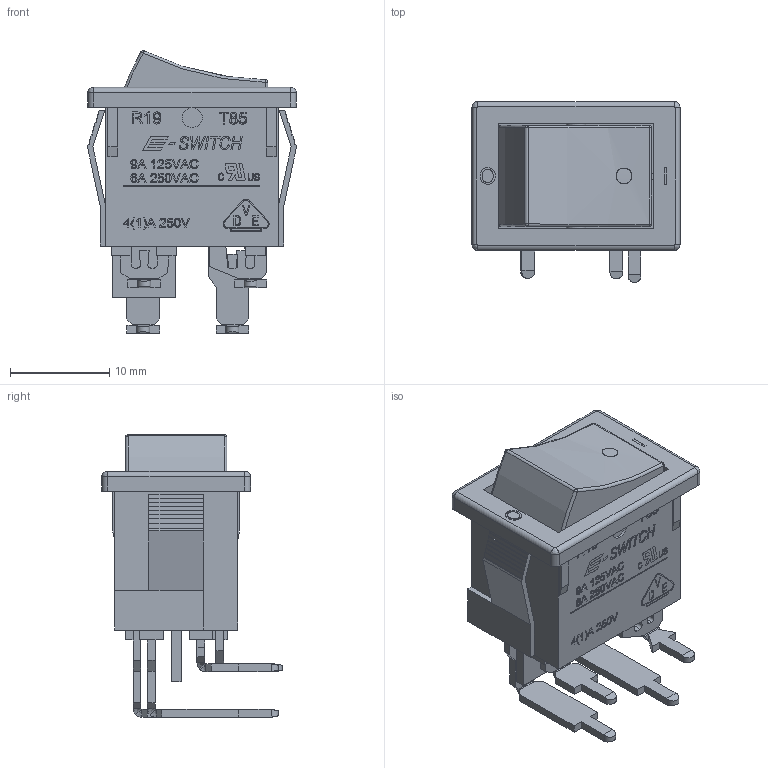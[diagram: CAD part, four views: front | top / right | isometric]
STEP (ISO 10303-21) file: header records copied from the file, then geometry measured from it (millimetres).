
FILE_DESCRIPTION(/* description */ (''),/* implementation_level */ '2;1');
FILE_NAME(/* name */ 'R1973BxxxxxxAR0.stp',/* time_stamp */ '2025-05-30T15:43:58-05:00',/* author */ ('mroman'),/* organization */ (''),/* preprocessor_version */ 'ST-DEVELOPER v18.1',/* originating_system */ 'Autodesk Inventor 2022',/* authorisation */ '');
FILE_SCHEMA (('AUTOMOTIVE_DESIGN { 1 0 10303 214 3 1 1 }'));
Length unit declared in the file: centimetre
Products named in the file (1): R1973BxxxxxxAR0
Bounding box: 21.1 x 18.2 x 28.5 mm (x, y, z)
Volume: 2156.8 mm3; surface area: 4908.9 mm2
Topology: 1 solids, 1 shells, 1217 faces, 3345 edges, 2210 vertices
Faces by surface type: plane 769, bspline 359, cylinder 79, torus 6, sphere 4
Full cylindrical faces by diameter (mm): 1 x2, 2 x4
Entity records: 42615 total; most frequent: CARTESIAN_POINT 13920, ORIENTED_EDGE 6690, DIRECTION 4518, EDGE_CURVE 3345, LINE 2450, VECTOR 2450, VERTEX_POINT 2210, EDGE_LOOP 1317
